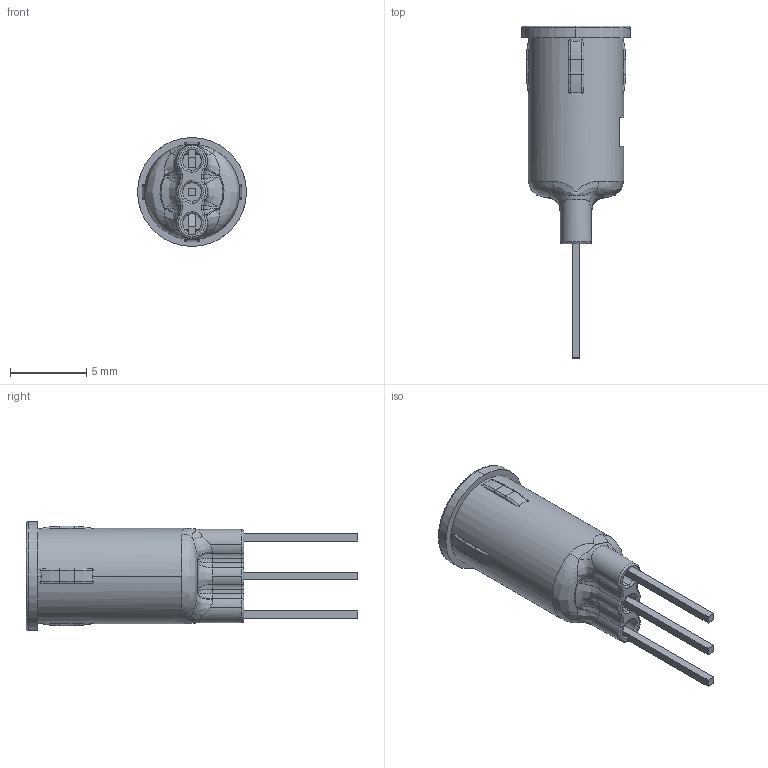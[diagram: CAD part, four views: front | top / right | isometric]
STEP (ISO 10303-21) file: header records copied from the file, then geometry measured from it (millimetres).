
FILE_DESCRIPTION (( 'STEP AP214' ), '1' );
FILE_NAME ('PM5R3-BC.STEP', '2023-01-14T08:19:28', ( '' ), ( '' ), 'SwSTEP 2.0', 'SolidWorks 2022', '' );
FILE_SCHEMA (( 'AUTOMOTIVE_DESIGN' ));
Length unit declared in the file: millimetre
Products named in the file (3): PM5-3_A1; 3 lead LED; PM5R3-BC
Assembly tree (2 placements, depth 2):
  PM5R3-BC
    3 lead LED
    PM5-3_A1
Bounding box: 7.11 x 21.69 x 7.11 mm (x, y, z)
Volume: 335.1 mm3; surface area: 878.2 mm2
Topology: 2 solids, 2 shells, 220 faces, 554 edges, 330 vertices
Faces by surface type: bspline 91, plane 67, cylinder 49, cone 13
Entity records: 12619 total; most frequent: CARTESIAN_POINT 7959, ORIENTED_EDGE 1084, DIRECTION 646, EDGE_CURVE 542, VERTEX_POINT 330, AXIS2_PLACEMENT_3D 243, B_SPLINE_CURVE_WITH_KNOTS 233, EDGE_LOOP 230
